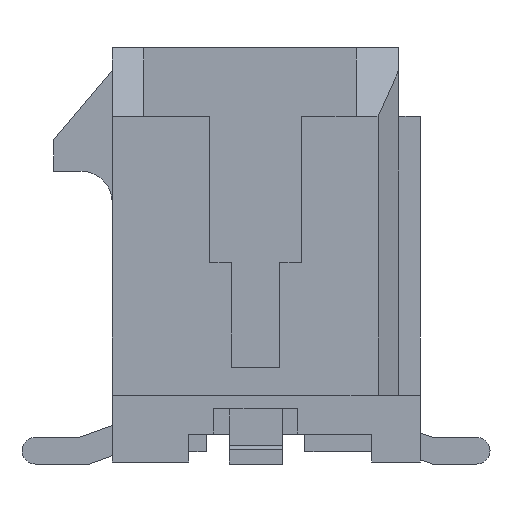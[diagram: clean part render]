
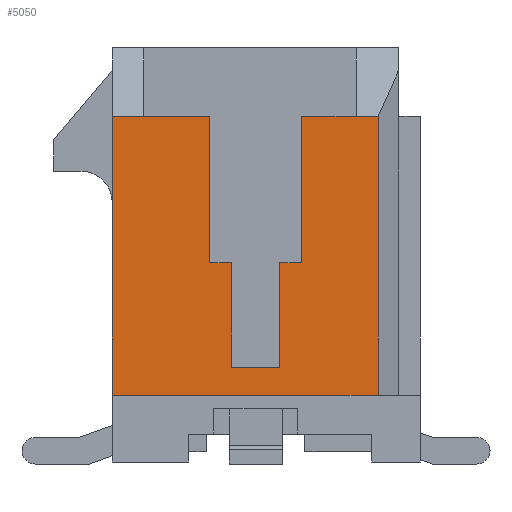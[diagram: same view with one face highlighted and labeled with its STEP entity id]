
A CAD part, left-side view. The second image highlights one B-rep face of the part: STEP entity #5050.
In plain terms, the highlighted planar face has unit normal (-1, 0, 0).
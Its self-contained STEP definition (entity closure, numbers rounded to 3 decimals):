
#1=DIRECTION('',(0.,0.,-1.));
#2=VECTOR('',#1,3.5);
#3=CARTESIAN_POINT('',(-7.825,-1.1,3.315));
#4=LINE('',#3,#2);
#5=DIRECTION('',(0.,1.,0.));
#6=VECTOR('',#5,1.31);
#7=CARTESIAN_POINT('',(-7.825,-2.41,3.315));
#8=LINE('',#7,#6);
#9=DIRECTION('',(0.,-1.,0.));
#10=VECTOR('',#9,0.52);
#11=CARTESIAN_POINT('',(-7.825,-2.41,3.315));
#12=LINE('',#11,#10);
#13=DIRECTION('',(0.,0.,-1.));
#14=VECTOR('',#13,6.67);
#15=CARTESIAN_POINT('',(-7.825,-2.93,3.315));
#16=LINE('',#15,#14);
#17=DIRECTION('',(0.,1.,0.));
#18=VECTOR('',#17,6.36);
#19=CARTESIAN_POINT('',(-7.825,-2.93,-3.355));
#20=LINE('',#19,#18);
#21=DIRECTION('',(0.,0.,1.));
#22=VECTOR('',#21,6.67);
#23=CARTESIAN_POINT('',(-7.825,3.43,-3.355));
#24=LINE('',#23,#22);
#25=DIRECTION('',(0.,-1.,0.));
#26=VECTOR('',#25,0.75);
#27=CARTESIAN_POINT('',(-7.825,3.43,3.315));
#28=LINE('',#27,#26);
#29=DIRECTION('',(0.,1.,0.));
#30=VECTOR('',#29,1.58);
#31=CARTESIAN_POINT('',(-7.825,1.1,3.315));
#32=LINE('',#31,#30);
#33=DIRECTION('',(0.,0.,-1.));
#34=VECTOR('',#33,3.5);
#35=CARTESIAN_POINT('',(-7.825,1.1,3.315));
#36=LINE('',#35,#34);
#37=DIRECTION('',(0.,1.,0.));
#38=VECTOR('',#37,0.525);
#39=CARTESIAN_POINT('',(-7.825,0.575,-0.185));
#40=LINE('',#39,#38);
#41=DIRECTION('',(0.,0.,1.));
#42=VECTOR('',#41,2.5);
#43=CARTESIAN_POINT('',(-7.825,0.575,-2.685));
#44=LINE('',#43,#42);
#45=DIRECTION('',(0.,1.,0.));
#46=VECTOR('',#45,1.15);
#47=CARTESIAN_POINT('',(-7.825,-0.575,-2.685));
#48=LINE('',#47,#46);
#49=DIRECTION('',(0.,0.,-1.));
#50=VECTOR('',#49,2.5);
#51=CARTESIAN_POINT('',(-7.825,-0.575,-0.185));
#52=LINE('',#51,#50);
#53=DIRECTION('',(0.,1.,0.));
#54=VECTOR('',#53,0.525);
#55=CARTESIAN_POINT('',(-7.825,-1.1,-0.185));
#56=LINE('',#55,#54);
#3820=CARTESIAN_POINT('',(-7.825,3.43,3.315));
#3822=VERTEX_POINT('',#3820);
#3871=CARTESIAN_POINT('',(-7.825,2.68,3.315));
#3872=VERTEX_POINT('',#3871);
#3873=CARTESIAN_POINT('',(-7.825,-2.41,3.315));
#3874=VERTEX_POINT('',#3873);
#4047=CARTESIAN_POINT('',(-7.825,-1.1,3.315));
#4048=CARTESIAN_POINT('',(-7.825,-1.1,-0.185));
#4049=VERTEX_POINT('',#4047);
#4050=VERTEX_POINT('',#4048);
#4051=CARTESIAN_POINT('',(-7.825,-0.575,-0.185));
#4052=VERTEX_POINT('',#4051);
#4053=CARTESIAN_POINT('',(-7.825,-0.575,-2.685));
#4054=VERTEX_POINT('',#4053);
#4055=CARTESIAN_POINT('',(-7.825,0.575,-2.685));
#4056=VERTEX_POINT('',#4055);
#4057=CARTESIAN_POINT('',(-7.825,0.575,-0.185));
#4058=VERTEX_POINT('',#4057);
#4059=CARTESIAN_POINT('',(-7.825,1.1,-0.185));
#4060=VERTEX_POINT('',#4059);
#4061=CARTESIAN_POINT('',(-7.825,1.1,3.315));
#4062=VERTEX_POINT('',#4061);
#4429=CARTESIAN_POINT('',(-7.825,3.43,-3.355));
#4430=VERTEX_POINT('',#4429);
#4439=CARTESIAN_POINT('',(-7.825,-2.93,3.315));
#4440=VERTEX_POINT('',#4439);
#4441=CARTESIAN_POINT('',(-7.825,-2.93,-3.355));
#4442=VERTEX_POINT('',#4441);
#5015=CARTESIAN_POINT('',(-7.825,0.,0.));
#5016=DIRECTION('',(1.,0.,0.));
#5017=DIRECTION('',(0.,0.,-1.));
#5018=AXIS2_PLACEMENT_3D('',#5015,#5016,#5017);
#5019=PLANE('',#5018);
#5021=ORIENTED_EDGE('',*,*,#5020,.F.);
#5023=ORIENTED_EDGE('',*,*,#5022,.F.);
#5025=ORIENTED_EDGE('',*,*,#5024,.T.);
#5027=ORIENTED_EDGE('',*,*,#5026,.T.);
#5029=ORIENTED_EDGE('',*,*,#5028,.T.);
#5031=ORIENTED_EDGE('',*,*,#5030,.T.);
#5033=ORIENTED_EDGE('',*,*,#5032,.T.);
#5035=ORIENTED_EDGE('',*,*,#5034,.F.);
#5037=ORIENTED_EDGE('',*,*,#5036,.T.);
#5039=ORIENTED_EDGE('',*,*,#5038,.F.);
#5041=ORIENTED_EDGE('',*,*,#5040,.F.);
#5043=ORIENTED_EDGE('',*,*,#5042,.F.);
#5045=ORIENTED_EDGE('',*,*,#5044,.F.);
#5047=ORIENTED_EDGE('',*,*,#5046,.F.);
#5048=EDGE_LOOP('',(#5021,#5023,#5025,#5027,#5029,#5031,#5033,#5035,#5037,#5039,
#5041,#5043,#5045,#5047));
#5049=FACE_OUTER_BOUND('',#5048,.F.);
#5050=ADVANCED_FACE('',(#5049),#5019,.F.);
#5020=EDGE_CURVE('',#4049,#4050,#4,.T.);
#5022=EDGE_CURVE('',#3874,#4049,#8,.T.);
#5024=EDGE_CURVE('',#3874,#4440,#12,.T.);
#5026=EDGE_CURVE('',#4440,#4442,#16,.T.);
#5028=EDGE_CURVE('',#4442,#4430,#20,.T.);
#5030=EDGE_CURVE('',#4430,#3822,#24,.T.);
#5032=EDGE_CURVE('',#3822,#3872,#28,.T.);
#5034=EDGE_CURVE('',#4062,#3872,#32,.T.);
#5036=EDGE_CURVE('',#4062,#4060,#36,.T.);
#5038=EDGE_CURVE('',#4058,#4060,#40,.T.);
#5040=EDGE_CURVE('',#4056,#4058,#44,.T.);
#5042=EDGE_CURVE('',#4054,#4056,#48,.T.);
#5044=EDGE_CURVE('',#4052,#4054,#52,.T.);
#5046=EDGE_CURVE('',#4050,#4052,#56,.T.);
